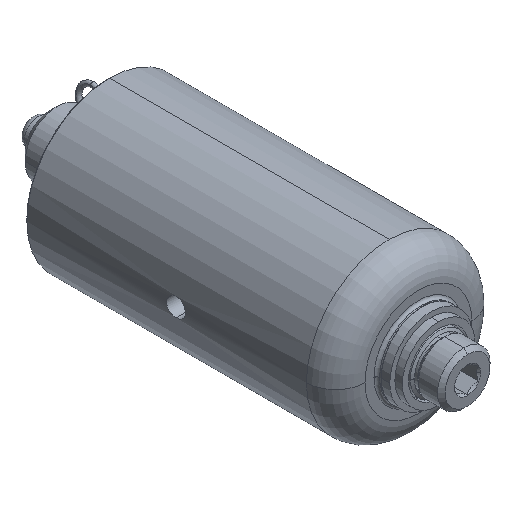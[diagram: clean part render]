
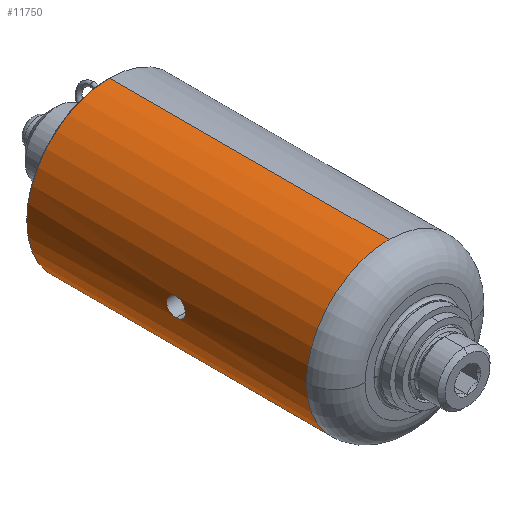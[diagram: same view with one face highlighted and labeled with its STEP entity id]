
A CAD part, isometric view. The second image highlights one B-rep face of the part: STEP entity #11750.
In plain terms, the highlighted cylindrical face has radius 22.225 mm (diameter 44.45 mm), a partial arc.
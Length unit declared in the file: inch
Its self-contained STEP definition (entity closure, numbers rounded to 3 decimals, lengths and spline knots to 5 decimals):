
#92=DIRECTION('',(0.,1.,0.));
#93=VECTOR('',#92,2.958);
#94=CARTESIAN_POINT('',(0.,-2.38,-0.875));
#95=LINE('',#94,#93);
#96=CARTESIAN_POINT('',(0.,0.578,0.));
#97=DIRECTION('',(0.,1.,0.));
#98=DIRECTION('',(0.,0.,-1.));
#99=AXIS2_PLACEMENT_3D('',#96,#97,#98);
#101=DIRECTION('',(0.,-1.,0.));
#102=VECTOR('',#101,2.958);
#103=CARTESIAN_POINT('',(0.,0.578,
0.875));
#104=LINE('',#103,#102);
#105=CARTESIAN_POINT('',(0.,-2.38,0.));
#106=DIRECTION('',(0.,1.,0.));
#107=DIRECTION('',(-1.,0.,0.));
#108=AXIS2_PLACEMENT_3D('',#105,#106,#107);
#110=CARTESIAN_POINT('',(0.,-2.38,0.));
#111=DIRECTION('',(0.,1.,0.));
#112=DIRECTION('',(0.,0.,-1.));
#113=AXIS2_PLACEMENT_3D('',#110,#111,#112);
#115=CARTESIAN_POINT('',(-0.86944,-1.,0.0985));
#116=CARTESIAN_POINT('',(-0.86944,-0.99587,0.0985));
#117=CARTESIAN_POINT('',(-0.8695,-0.98767,
0.09798));
#118=CARTESIAN_POINT('',(-0.86976,-0.97548,
0.09567));
#119=CARTESIAN_POINT('',(-0.87017,-0.96371,
0.09185));
#120=CARTESIAN_POINT('',(-0.87071,-0.95246,
0.08657));
#121=CARTESIAN_POINT('',(-0.87135,-0.94199,
0.07993));
#122=CARTESIAN_POINT('',(-0.87205,-0.93239,
0.07199));
#123=CARTESIAN_POINT('',(-0.87275,-0.9239,
0.06295));
#124=CARTESIAN_POINT('',(-0.87342,-0.91658,
0.05286));
#125=CARTESIAN_POINT('',(-0.87402,-0.91062,
0.04201));
#126=CARTESIAN_POINT('',(-0.8745,-0.90605,
0.03044));
#127=CARTESIAN_POINT('',(-0.87483,-0.90299,
0.01848));
#128=CARTESIAN_POINT('',(-0.87501,-0.90143,
0.00617));
#129=CARTESIAN_POINT('',(-0.87501,-0.90143,
-0.00617));
#130=CARTESIAN_POINT('',(-0.87483,-0.90299,
-0.01848));
#131=CARTESIAN_POINT('',(-0.8745,-0.90605,
-0.03044));
#132=CARTESIAN_POINT('',(-0.87402,-0.91062,
-0.04201));
#133=CARTESIAN_POINT('',(-0.87342,-0.91658,
-0.05286));
#134=CARTESIAN_POINT('',(-0.87275,-0.9239,
-0.06295));
#135=CARTESIAN_POINT('',(-0.87205,-0.93239,
-0.07199));
#136=CARTESIAN_POINT('',(-0.87135,-0.94199,
-0.07993));
#137=CARTESIAN_POINT('',(-0.87071,-0.95246,
-0.08657));
#138=CARTESIAN_POINT('',(-0.87017,-0.96371,
-0.09185));
#139=CARTESIAN_POINT('',(-0.86976,-0.97548,
-0.09567));
#140=CARTESIAN_POINT('',(-0.8695,-0.98767,
-0.09798));
#141=CARTESIAN_POINT('',(-0.86944,-0.99587,-0.0985));
#142=CARTESIAN_POINT('',(-0.86944,-1.,-0.0985));
#144=CARTESIAN_POINT('',(-0.86944,-1.,-0.0985));
#145=CARTESIAN_POINT('',(-0.86944,-1.00413,-0.0985));
#146=CARTESIAN_POINT('',(-0.8695,-1.01233,
-0.09798));
#147=CARTESIAN_POINT('',(-0.86976,-1.02452,
-0.09567));
#148=CARTESIAN_POINT('',(-0.87017,-1.03629,
-0.09185));
#149=CARTESIAN_POINT('',(-0.87071,-1.04754,
-0.08657));
#150=CARTESIAN_POINT('',(-0.87135,-1.05801,
-0.07993));
#151=CARTESIAN_POINT('',(-0.87205,-1.06761,
-0.07199));
#152=CARTESIAN_POINT('',(-0.87275,-1.0761,
-0.06295));
#153=CARTESIAN_POINT('',(-0.87342,-1.08342,
-0.05286));
#154=CARTESIAN_POINT('',(-0.87402,-1.08938,
-0.04201));
#155=CARTESIAN_POINT('',(-0.8745,-1.09395,
-0.03044));
#156=CARTESIAN_POINT('',(-0.87483,-1.09701,
-0.01848));
#157=CARTESIAN_POINT('',(-0.87501,-1.09857,
-0.00617));
#158=CARTESIAN_POINT('',(-0.87501,-1.09857,
0.00617));
#159=CARTESIAN_POINT('',(-0.87483,-1.09701,
0.01848));
#160=CARTESIAN_POINT('',(-0.8745,-1.09395,
0.03044));
#161=CARTESIAN_POINT('',(-0.87402,-1.08938,
0.04201));
#162=CARTESIAN_POINT('',(-0.87342,-1.08342,
0.05286));
#163=CARTESIAN_POINT('',(-0.87275,-1.0761,
0.06295));
#164=CARTESIAN_POINT('',(-0.87205,-1.06761,
0.07199));
#165=CARTESIAN_POINT('',(-0.87135,-1.05801,
0.07993));
#166=CARTESIAN_POINT('',(-0.87071,-1.04754,
0.08657));
#167=CARTESIAN_POINT('',(-0.87017,-1.03629,
0.09185));
#168=CARTESIAN_POINT('',(-0.86976,-1.02452,
0.09567));
#169=CARTESIAN_POINT('',(-0.8695,-1.01233,
0.09798));
#170=CARTESIAN_POINT('',(-0.86944,-1.00413,0.0985));
#171=CARTESIAN_POINT('',(-0.86944,-1.,0.0985));
#9167=CARTESIAN_POINT('',(0.,-2.38,0.875));
#9169=VERTEX_POINT('',#9167);
#9171=CARTESIAN_POINT('',(0.,-2.38,-0.875));
#9172=VERTEX_POINT('',#9171);
#9173=CARTESIAN_POINT('',(-0.875,-2.38,0.));
#9174=VERTEX_POINT('',#9173);
#9185=VERTEX_POINT('',#115);
#9186=VERTEX_POINT('',#142);
#9403=CARTESIAN_POINT('',(0.,0.578,0.875));
#9404=CARTESIAN_POINT('',(0.,0.578,-0.875));
#9405=VERTEX_POINT('',#9403);
#9406=VERTEX_POINT('',#9404);
#11729=CARTESIAN_POINT('',(0.,0.,0.));
#11730=DIRECTION('',(0.,1.,0.));
#11731=DIRECTION('',(0.,0.,1.));
#11732=AXIS2_PLACEMENT_3D('',#11729,#11730,#11731);
#11733=CYLINDRICAL_SURFACE('',#11732,0.875);
#11734=ORIENTED_EDGE('',*,*,#11707,.T.);
#11736=ORIENTED_EDGE('',*,*,#11735,.T.);
#11737=ORIENTED_EDGE('',*,*,#11703,.T.);
#11739=ORIENTED_EDGE('',*,*,#11738,.F.);
#11741=ORIENTED_EDGE('',*,*,#11740,.F.);
#11742=EDGE_LOOP('',(#11734,#11736,#11737,#11739,#11741));
#11743=FACE_OUTER_BOUND('',#11742,.F.);
#11745=ORIENTED_EDGE('',*,*,#11744,.T.);
#11747=ORIENTED_EDGE('',*,*,#11746,.T.);
#11748=EDGE_LOOP('',(#11745,#11747));
#11749=FACE_BOUND('',#11748,.F.);
#100=CIRCLE('',#99,0.875);
#109=CIRCLE('',#108,0.875);
#114=CIRCLE('',#113,0.875);
#143=B_SPLINE_CURVE_WITH_KNOTS('',3,(#115,#116,#117,#118,#119,#120,#121,#122,
#123,#124,#125,#126,#127,#128,#129,#130,#131,#132,#133,#134,#135,#136,#137,#138,
#139,#140,#141,#142),.UNSPECIFIED.,.F.,.F.,(4,1,1,1,1,1,1,1,1,1,1,1,1,1,1,1,1,1,
1,1,1,1,1,1,1,4),(0.,0.04,0.08,0.12,0.16,0.2,0.24,0.28,0.32,
0.36,0.4,0.44,0.48,0.52,0.56,0.6,0.64,0.68,0.72,0.76,
0.8,0.84,0.88,0.92,0.96,1.),.UNSPECIFIED.);
#172=B_SPLINE_CURVE_WITH_KNOTS('',3,(#144,#145,#146,#147,#148,#149,#150,#151,
#152,#153,#154,#155,#156,#157,#158,#159,#160,#161,#162,#163,#164,#165,#166,#167,
#168,#169,#170,#171),.UNSPECIFIED.,.F.,.F.,(4,1,1,1,1,1,1,1,1,1,1,1,1,1,1,1,1,1,
1,1,1,1,1,1,1,4),(0.,0.04,0.08,0.12,0.16,0.2,0.24,0.28,0.32,
0.36,0.4,0.44,0.48,0.52,0.56,0.6,0.64,0.68,0.72,0.76,
0.8,0.84,0.88,0.92,0.96,1.),.UNSPECIFIED.);
#11703=EDGE_CURVE('',#9405,#9169,#104,.T.);
#11707=EDGE_CURVE('',#9172,#9406,#95,.T.);
#11735=EDGE_CURVE('',#9406,#9405,#100,.T.);
#11738=EDGE_CURVE('',#9174,#9169,#109,.T.);
#11740=EDGE_CURVE('',#9172,#9174,#114,.T.);
#11744=EDGE_CURVE('',#9185,#9186,#143,.T.);
#11746=EDGE_CURVE('',#9186,#9185,#172,.T.);
#11750=ADVANCED_FACE('',(#11743,#11749),#11733,.T.);
